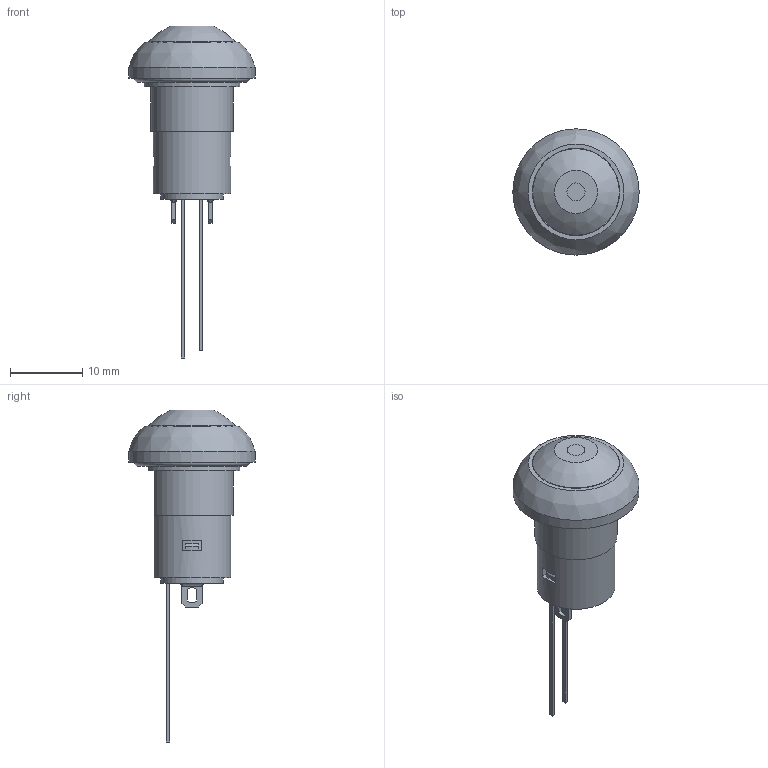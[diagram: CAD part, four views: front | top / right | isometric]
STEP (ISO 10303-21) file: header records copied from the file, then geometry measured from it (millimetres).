
FILE_DESCRIPTION(/* description */ (''),/* implementation_level */ '2;1');
FILE_NAME(/* name */ 'RP8200B2M1CExxxxxxRG.stp',/* time_stamp */ '2025-06-03T12:26:42-05:00',/* author */ ('mroman'),/* organization */ (''),/* preprocessor_version */ 'ST-DEVELOPER v18.1',/* originating_system */ 'Autodesk Inventor 2022',/* authorisation */ '');
FILE_SCHEMA (('AUTOMOTIVE_DESIGN { 1 0 10303 214 3 1 1 }'));
Length unit declared in the file: centimetre
Products named in the file (1): RP8200B2M1CExxxxxxRG
Bounding box: 17.5 x 17.5 x 46.02 mm (x, y, z)
Volume: 2157.8 mm3; surface area: 2966.8 mm2
Topology: 1 solids, 2 shells, 201 faces, 531 edges, 351 vertices
Faces by surface type: plane 125, cylinder 52, cone 12, bspline 11, torus 1
Full cylindrical faces by diameter (mm): 2.2 x1, 2.6 x1, 4 x1, 4.95 x1, 5.6 x1, 7 x1, 7.2 x1, 7.55 x1, 8.6 x2, 9 x2, 9.5 x1, 10 x1, 11.6 x1, 12 x1, 12.1 x1, 17.5 x1
Entity records: 6717 total; most frequent: CARTESIAN_POINT 1618, ORIENTED_EDGE 1062, DIRECTION 1050, EDGE_CURVE 531, AXIS2_PLACEMENT_3D 368, VERTEX_POINT 351, LINE 314, VECTOR 314
